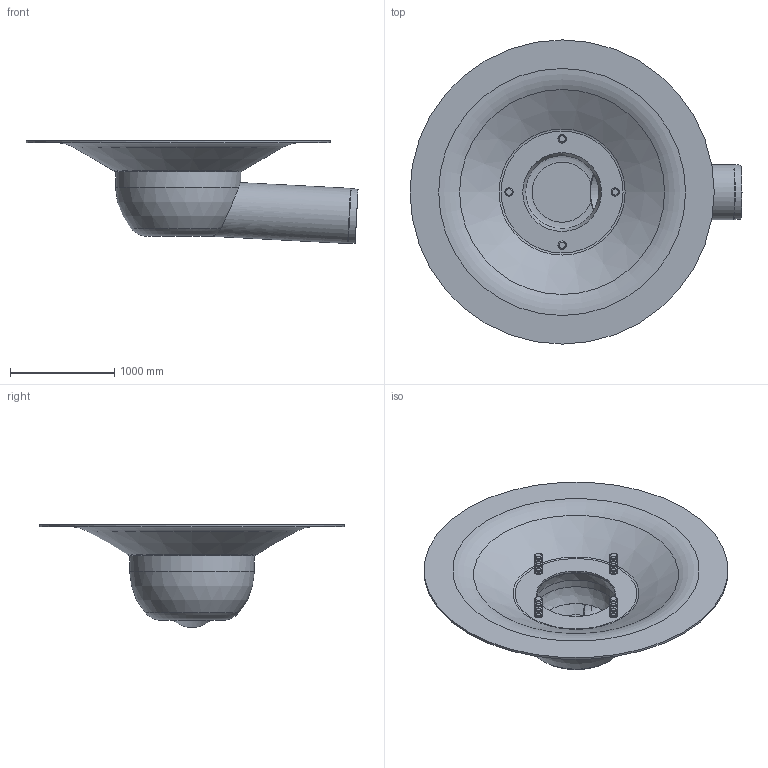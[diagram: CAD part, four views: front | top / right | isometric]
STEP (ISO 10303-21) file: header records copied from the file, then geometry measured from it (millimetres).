
FILE_DESCRIPTION(/* description */ (''),/* implementation_level */ '2;1');
FILE_NAME(/* name */ '19005.050X_3D.stp',/* time_stamp */ '2024-12-12T07:41:10+01:00',/* author */ ('CAD'),/* organization */ (''),/* preprocessor_version */ 'ST-DEVELOPER v20',/* originating_system */ 'AutoCAD Mechanical',/* authorisation */ '');
FILE_SCHEMA (('AUTOMOTIVE_DESIGN { 1 0 10303 214 3 1 1 }'));
Length unit declared in the file: centimetre
Products named in the file (2): Product; *S0
Assembly tree (1 placements, depth 2):
  Product
    *S0
Bounding box: 3186.55 x 2920 x 988.59 mm (x, y, z)
Volume: 225360553.1 mm3; surface area: 29090968.8 mm2
Topology: 8 solids, 8 shells, 137 faces, 280 edges, 160 vertices
Faces by surface type: cone 84, plane 20, cylinder 17, torus 10, bspline 4, sphere 2
Full cylindrical faces by diameter (mm): 80 x4, 510 x2, 530 x2, 756 x1, 808 x1, 832 x1, 1170 x1, 1200 x1, 2920 x1
Entity records: 3958 total; most frequent: CARTESIAN_POINT 939, DIRECTION 711, ORIENTED_EDGE 560, AXIS2_PLACEMENT_3D 306, EDGE_CURVE 280, CIRCLE 160, VERTEX_POINT 160, EDGE_LOOP 146
